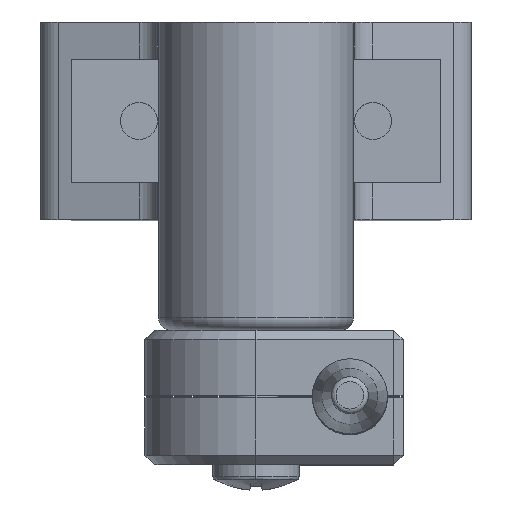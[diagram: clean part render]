
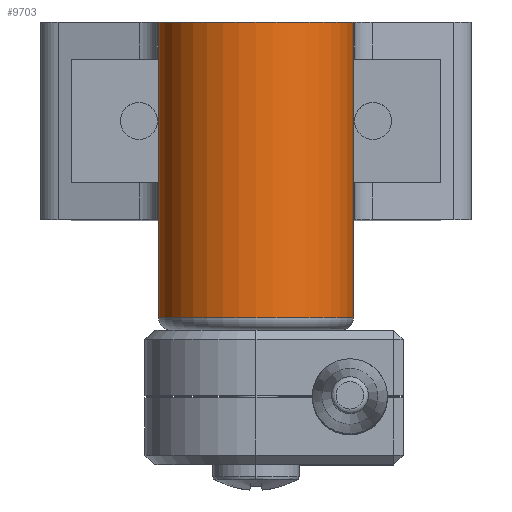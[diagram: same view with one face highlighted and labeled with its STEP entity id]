
A CAD part, top view. The second image highlights one B-rep face of the part: STEP entity #9703.
In plain terms, the highlighted cylindrical face has radius 7.9 mm (diameter 15.8 mm), a partial arc.
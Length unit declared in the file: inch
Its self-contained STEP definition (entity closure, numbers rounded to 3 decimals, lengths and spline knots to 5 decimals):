
#400 = CARTESIAN_POINT ( 'NONE',  ( -0.31102, 0., 0.70866 ) ) ;
#1672 = CARTESIAN_POINT ( 'NONE',  ( 0., 0., 0.70866 ) ) ;
#1830 = VECTOR ( 'NONE', #9314, 39.37008 ) ;
#2058 = ORIENTED_EDGE ( 'NONE', *, *, #7361, .T. ) ;
#2644 = ORIENTED_EDGE ( 'NONE', *, *, #10715, .T. ) ;
#3204 = CARTESIAN_POINT ( 'NONE',  ( 0., 0., 0.70866 ) ) ;
#3366 = ORIENTED_EDGE ( 'NONE', *, *, #13335, .T. ) ;
#3451 = VERTEX_POINT ( 'NONE', #8755 ) ;
#4074 = VERTEX_POINT ( 'NONE', #12525 ) ;
#4330 = CARTESIAN_POINT ( 'NONE',  ( -0.31102, -0.94488, 0.70866 ) ) ;
#4558 = VERTEX_POINT ( 'NONE', #10106 ) ;
#4623 = LINE ( 'NONE', #11526, #10547 ) ;
#5132 = CIRCLE ( 'NONE', #17028, 0.31102 ) ;
#5632 = EDGE_CURVE ( 'NONE', #11457, #4074, #5132, .T. ) ;
#6128 = CYLINDRICAL_SURFACE ( 'NONE', #16647, 0.31102 ) ;
#6223 = ORIENTED_EDGE ( 'NONE', *, *, #14809, .T. ) ;
#6855 = ORIENTED_EDGE ( 'NONE', *, *, #13030, .T. ) ;
#7188 = DIRECTION ( 'NONE',  ( 0., -1., 0. ) ) ;
#7305 = DIRECTION ( 'NONE',  ( 0., 0., -1. ) ) ;
#7361 = EDGE_CURVE ( 'NONE', #3451, #10138, #4623, .T. ) ;
#8079 = CARTESIAN_POINT ( 'NONE',  ( -0.31102, -0.62992, 0.70866 ) ) ;
#8389 = VECTOR ( 'NONE', #7188, 39.37008 ) ;
#8674 = DIRECTION ( 'NONE',  ( 0., 1., 0. ) ) ;
#8755 = CARTESIAN_POINT ( 'NONE',  ( -0.31102, 0., 0.70866 ) ) ;
#8941 = ORIENTED_EDGE ( 'NONE', *, *, #5632, .T. ) ;
#9314 = DIRECTION ( 'NONE',  ( 0., 1., 0. ) ) ;
#9703 = ADVANCED_FACE ( 'NONE', ( #14514 ), #6128, .T. ) ;
#9894 = AXIS2_PLACEMENT_3D ( 'NONE', #3204, #11410, #7305 ) ;
#10066 = VECTOR ( 'NONE', #12754, 39.37008 ) ;
#10106 = CARTESIAN_POINT ( 'NONE',  ( 0.31102, -0.62992, 0.70866 ) ) ;
#10138 = VERTEX_POINT ( 'NONE', #8079 ) ;
#10179 = DIRECTION ( 'NONE',  ( 0., 0., -1. ) ) ;
#10547 = VECTOR ( 'NONE', #15797, 39.37008 ) ;
#10715 = EDGE_CURVE ( 'NONE', #10138, #11457, #15938, .T. ) ;
#10717 = CARTESIAN_POINT ( 'NONE',  ( 0.31102, 0., 0.70866 ) ) ;
#10808 = LINE ( 'NONE', #10717, #1830 ) ;
#11410 = DIRECTION ( 'NONE',  ( 0., -1., 0. ) ) ;
#11457 = VERTEX_POINT ( 'NONE', #4330 ) ;
#11526 = CARTESIAN_POINT ( 'NONE',  ( -0.31102, 0., 0.70866 ) ) ;
#11575 = CARTESIAN_POINT ( 'NONE',  ( 0.31102, 0., 0.70866 ) ) ;
#12525 = CARTESIAN_POINT ( 'NONE',  ( 0.31102, -0.94488, 0.70866 ) ) ;
#12685 = CARTESIAN_POINT ( 'NONE',  ( 0., -0.94488, 0.70866 ) ) ;
#12754 = DIRECTION ( 'NONE',  ( 0., 1., 0. ) ) ;
#12827 = VERTEX_POINT ( 'NONE', #11575 ) ;
#12861 = CIRCLE ( 'NONE', #9894, 0.31102 ) ;
#13030 = EDGE_CURVE ( 'NONE', #4558, #12827, #10808, .T. ) ;
#13057 = EDGE_LOOP ( 'NONE', ( #6855, #6223, #2058, #2644, #8941, #3366 ) ) ;
#13335 = EDGE_CURVE ( 'NONE', #4074, #4558, #18145, .T. ) ;
#14514 = FACE_OUTER_BOUND ( 'NONE', #13057, .T. ) ;
#14605 = DIRECTION ( 'NONE',  ( 0., 0., -1. ) ) ;
#14693 = DIRECTION ( 'NONE',  ( 0., -1., 0. ) ) ;
#14809 = EDGE_CURVE ( 'NONE', #12827, #3451, #12861, .T. ) ;
#15267 = CARTESIAN_POINT ( 'NONE',  ( 0.31102, 0., 0.70866 ) ) ;
#15797 = DIRECTION ( 'NONE',  ( 0., -1., 0. ) ) ;
#15938 = LINE ( 'NONE', #400, #8389 ) ;
#16647 = AXIS2_PLACEMENT_3D ( 'NONE', #1672, #14693, #14605 ) ;
#17028 = AXIS2_PLACEMENT_3D ( 'NONE', #12685, #8674, #10179 ) ;
#18145 = LINE ( 'NONE', #15267, #10066 ) ;
